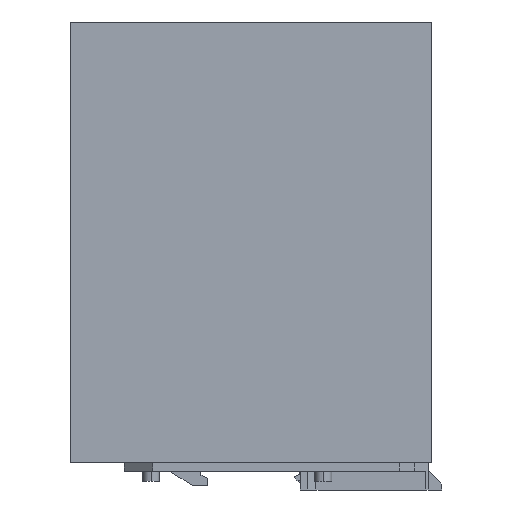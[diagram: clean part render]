
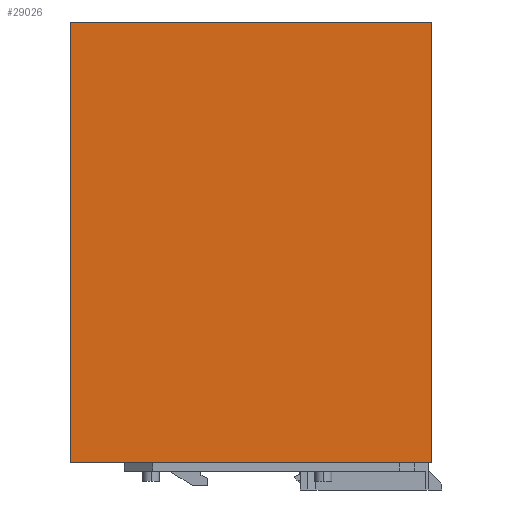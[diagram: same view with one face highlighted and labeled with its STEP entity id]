
A CAD part, left-side view. The second image highlights one B-rep face of the part: STEP entity #29026.
In plain terms, the highlighted planar face has unit normal (-1, 0, 0).
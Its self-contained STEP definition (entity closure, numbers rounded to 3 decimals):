
#2369 = ORIENTED_EDGE ( 'NONE', *, *, #9310, .T. ) ;
#3790 = CARTESIAN_POINT ( 'NONE',  ( -60., 63.5, 0. ) ) ;
#4446 = LINE ( 'NONE', #3790, #22323 ) ;
#5933 = CARTESIAN_POINT ( 'NONE',  ( -60., 63.5, 0. ) ) ;
#6606 = CARTESIAN_POINT ( 'NONE',  ( -60., 0., -155. ) ) ;
#9310 = EDGE_CURVE ( 'NONE', #34748, #33975, #19187, .T. ) ;
#9677 = CARTESIAN_POINT ( 'NONE',  ( -60., 63.5, -155. ) ) ;
#10497 = CARTESIAN_POINT ( 'NONE',  ( -60., 0., 0. ) ) ;
#11243 = CARTESIAN_POINT ( 'NONE',  ( -60., 0., 0. ) ) ;
#12793 = EDGE_CURVE ( 'NONE', #29716, #34748, #4446, .T. ) ;
#13373 = DIRECTION ( 'NONE',  ( 0., 0., -1. ) ) ;
#15648 = ORIENTED_EDGE ( 'NONE', *, *, #39192, .T. ) ;
#16453 = PLANE ( 'NONE',  #39152 ) ;
#19187 = LINE ( 'NONE', #6606, #40657 ) ;
#20395 = EDGE_LOOP ( 'NONE', ( #2369, #32597, #15648, #35851 ) ) ;
#20789 = CARTESIAN_POINT ( 'NONE',  ( -60., -63.5, 0. ) ) ;
#20941 = DIRECTION ( 'NONE',  ( 0., 1., 0. ) ) ;
#21159 = LINE ( 'NONE', #11243, #42137 ) ;
#21881 = EDGE_CURVE ( 'NONE', #33975, #35428, #40497, .T. ) ;
#22323 = VECTOR ( 'NONE', #41047, 1000. ) ;
#23504 = FACE_OUTER_BOUND ( 'NONE', #20395, .T. ) ;
#29026 = ADVANCED_FACE ( 'NONE', ( #23504 ), #16453, .F. ) ;
#29716 = VERTEX_POINT ( 'NONE', #5933 ) ;
#31019 = DIRECTION ( 'NONE',  ( 0., 0., 1. ) ) ;
#32597 = ORIENTED_EDGE ( 'NONE', *, *, #21881, .T. ) ;
#32642 = DIRECTION ( 'NONE',  ( 0., -1., 0. ) ) ;
#33148 = CARTESIAN_POINT ( 'NONE',  ( -60., -63.5, -155. ) ) ;
#33975 = VERTEX_POINT ( 'NONE', #33148 ) ;
#34546 = CARTESIAN_POINT ( 'NONE',  ( -60., -63.5, 0. ) ) ;
#34748 = VERTEX_POINT ( 'NONE', #9677 ) ;
#35428 = VERTEX_POINT ( 'NONE', #20789 ) ;
#35851 = ORIENTED_EDGE ( 'NONE', *, *, #12793, .T. ) ;
#39152 = AXIS2_PLACEMENT_3D ( 'NONE', #10497, #43347, #13373 ) ;
#39192 = EDGE_CURVE ( 'NONE', #35428, #29716, #21159, .T. ) ;
#40497 = LINE ( 'NONE', #34546, #41662 ) ;
#40657 = VECTOR ( 'NONE', #32642, 1000. ) ;
#41047 = DIRECTION ( 'NONE',  ( 0., 0., -1. ) ) ;
#41662 = VECTOR ( 'NONE', #31019, 1000. ) ;
#42137 = VECTOR ( 'NONE', #20941, 1000. ) ;
#43347 = DIRECTION ( 'NONE',  ( 1., 0., 0. ) ) ;
